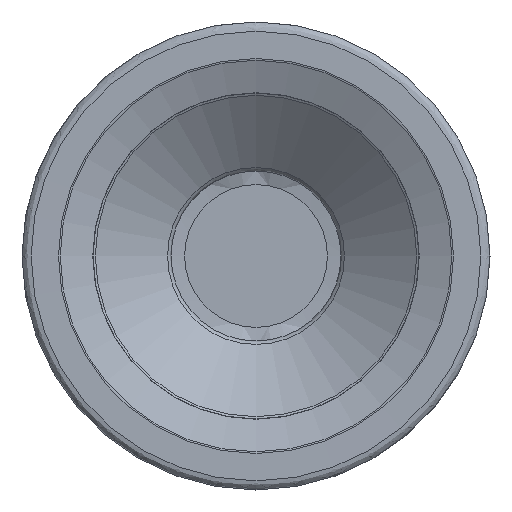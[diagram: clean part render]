
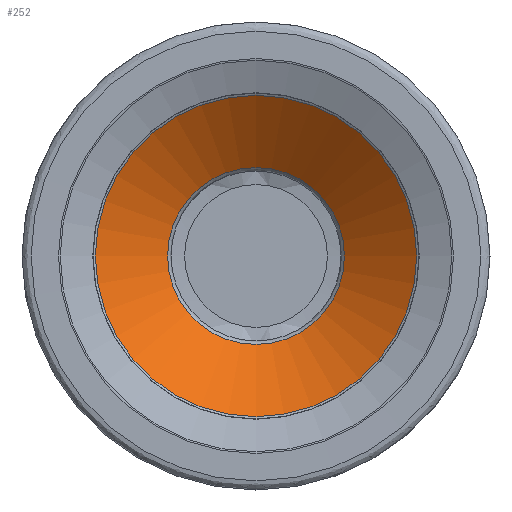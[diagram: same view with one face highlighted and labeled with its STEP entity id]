
A CAD part, left-side view. The second image highlights one B-rep face of the part: STEP entity #252.
In plain terms, the highlighted face is a revolution surface.
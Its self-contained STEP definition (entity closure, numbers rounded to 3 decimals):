
#40=SURFACE_OF_REVOLUTION('',#100,#58);
#58=AXIS1_PLACEMENT('',#1019,#786);
#100=B_SPLINE_CURVE_WITH_KNOTS('',5,(#1013,#1014,#1015,#1016,#1017,#1018),
 .UNSPECIFIED.,.F.,.F.,(6,6),(0.,1.),.UNSPECIFIED.);
#200=FACE_BOUND('',#337,.T.);
#201=FACE_BOUND('',#338,.T.);
#252=ADVANCED_FACE('',(#200,#201),#40,.T.);
#337=EDGE_LOOP('',(#437));
#338=EDGE_LOOP('',(#438));
#437=ORIENTED_EDGE('',*,*,#543,.F.);
#438=ORIENTED_EDGE('',*,*,#542,.T.);
#492=VERTEX_POINT('',#1003);
#493=VERTEX_POINT('',#1012);
#542=EDGE_CURVE('',#492,#492,#579,.T.);
#543=EDGE_CURVE('',#493,#493,#580,.T.);
#579=CIRCLE('',#644,13.699);
#580=CIRCLE('',#645,7.534);
#644=AXIS2_PLACEMENT_3D('',#1002,#781,#782);
#645=AXIS2_PLACEMENT_3D('',#1011,#784,#785);
#781=DIRECTION('',(-1.,0.,0.));
#782=DIRECTION('',(0.,0.,1.));
#784=DIRECTION('',(-1.,0.,0.));
#785=DIRECTION('',(0.,0.,1.));
#786=DIRECTION('',(-1.,0.,0.));
#1002=CARTESIAN_POINT('',(1.275,0.,0.));
#1003=CARTESIAN_POINT('',(1.275,0.,13.699));
#1011=CARTESIAN_POINT('',(6.,0.,0.));
#1012=CARTESIAN_POINT('',(6.,0.,7.534));
#1013=CARTESIAN_POINT('',(1.275,13.699,0.));
#1014=CARTESIAN_POINT('',(2.22,12.466,0.));
#1015=CARTESIAN_POINT('',(3.165,11.233,0.));
#1016=CARTESIAN_POINT('',(4.11,10.,0.));
#1017=CARTESIAN_POINT('',(5.055,8.767,0.));
#1018=CARTESIAN_POINT('',(6.,7.534,0.));
#1019=CARTESIAN_POINT('',(0.,0.,0.));
